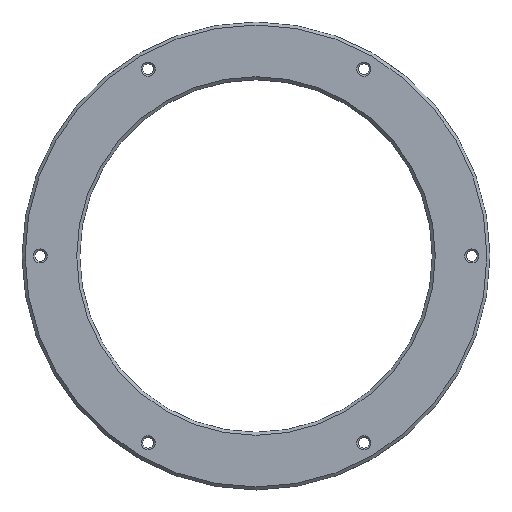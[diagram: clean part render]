
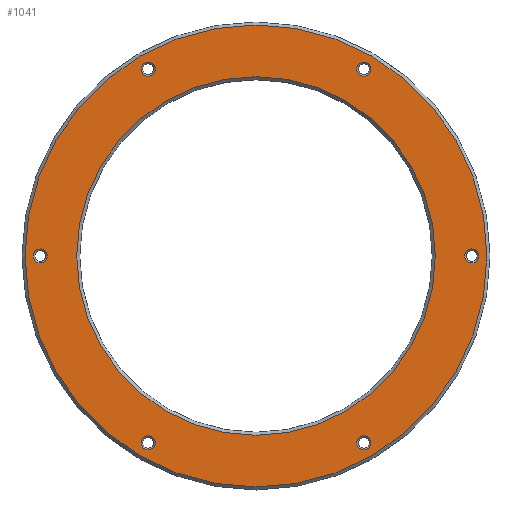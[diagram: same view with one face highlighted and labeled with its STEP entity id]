
A CAD part, top view. The second image highlights one B-rep face of the part: STEP entity #1041.
In plain terms, the highlighted planar face has unit normal (0, 0, 1).
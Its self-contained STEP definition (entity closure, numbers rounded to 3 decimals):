
#25=PLANE('',#1147);
#174=ORIENTED_EDGE('',*,*,#462,.T.);
#175=ORIENTED_EDGE('',*,*,#460,.T.);
#176=ORIENTED_EDGE('',*,*,#458,.T.);
#177=ORIENTED_EDGE('',*,*,#456,.T.);
#178=ORIENTED_EDGE('',*,*,#454,.T.);
#179=ORIENTED_EDGE('',*,*,#452,.T.);
#180=ORIENTED_EDGE('',*,*,#450,.T.);
#181=ORIENTED_EDGE('',*,*,#464,.T.);
#450=EDGE_CURVE('',#594,#594,#694,.F.);
#452=EDGE_CURVE('',#596,#596,#696,.T.);
#454=EDGE_CURVE('',#598,#598,#698,.T.);
#456=EDGE_CURVE('',#600,#600,#700,.T.);
#458=EDGE_CURVE('',#602,#602,#702,.T.);
#460=EDGE_CURVE('',#604,#604,#704,.T.);
#462=EDGE_CURVE('',#606,#606,#706,.T.);
#464=EDGE_CURVE('',#608,#608,#708,.T.);
#594=VERTEX_POINT('',#1689);
#596=VERTEX_POINT('',#1694);
#598=VERTEX_POINT('',#1699);
#600=VERTEX_POINT('',#1704);
#602=VERTEX_POINT('',#1709);
#604=VERTEX_POINT('',#1714);
#606=VERTEX_POINT('',#1719);
#608=VERTEX_POINT('',#1724);
#694=CIRCLE('',#1127,38.);
#696=CIRCLE('',#1130,1.15);
#698=CIRCLE('',#1133,1.15);
#700=CIRCLE('',#1136,1.15);
#702=CIRCLE('',#1139,1.15);
#704=CIRCLE('',#1142,1.15);
#706=CIRCLE('',#1145,1.15);
#708=CIRCLE('',#1148,29.5);
#803=EDGE_LOOP('',(#174));
#804=EDGE_LOOP('',(#175));
#805=EDGE_LOOP('',(#176));
#806=EDGE_LOOP('',(#177));
#807=EDGE_LOOP('',(#178));
#808=EDGE_LOOP('',(#179));
#809=EDGE_LOOP('',(#180));
#810=EDGE_LOOP('',(#181));
#915=FACE_BOUND('',#803,.T.);
#916=FACE_BOUND('',#804,.T.);
#917=FACE_BOUND('',#805,.T.);
#918=FACE_BOUND('',#806,.T.);
#919=FACE_BOUND('',#807,.T.);
#920=FACE_BOUND('',#808,.T.);
#921=FACE_BOUND('',#809,.T.);
#922=FACE_BOUND('',#810,.T.);
#1041=ADVANCED_FACE('',(#915,#916,#917,#918,#919,#920,#921,#922),#25,.F.);
#1127=AXIS2_PLACEMENT_3D('',#1688,#1313,#1314);
#1130=AXIS2_PLACEMENT_3D('',#1693,#1319,#1320);
#1133=AXIS2_PLACEMENT_3D('',#1698,#1325,#1326);
#1136=AXIS2_PLACEMENT_3D('',#1703,#1331,#1332);
#1139=AXIS2_PLACEMENT_3D('',#1708,#1337,#1338);
#1142=AXIS2_PLACEMENT_3D('',#1713,#1343,#1344);
#1145=AXIS2_PLACEMENT_3D('',#1718,#1349,#1350);
#1147=AXIS2_PLACEMENT_3D('',#1722,#1353,#1354);
#1148=AXIS2_PLACEMENT_3D('',#1723,#1355,#1356);
#1313=DIRECTION('',(0.,0.,-1.));
#1314=DIRECTION('',(-1.,0.,0.));
#1319=DIRECTION('',(0.,0.,-1.));
#1320=DIRECTION('',(-1.,0.,0.));
#1325=DIRECTION('',(0.,0.,-1.));
#1326=DIRECTION('',(-1.,0.,0.));
#1331=DIRECTION('',(0.,0.,-1.));
#1332=DIRECTION('',(-1.,0.,0.));
#1337=DIRECTION('',(0.,0.,-1.));
#1338=DIRECTION('',(-1.,0.,0.));
#1343=DIRECTION('',(0.,0.,-1.));
#1344=DIRECTION('',(-1.,0.,0.));
#1349=DIRECTION('',(0.,0.,-1.));
#1350=DIRECTION('',(-1.,0.,0.));
#1353=DIRECTION('',(0.,0.,-1.));
#1354=DIRECTION('',(-1.,0.,0.));
#1355=DIRECTION('',(0.,0.,-1.));
#1356=DIRECTION('',(-1.,0.,0.));
#1688=CARTESIAN_POINT('',(0.,0.,-22.));
#1689=CARTESIAN_POINT('',(-38.,0.,-22.));
#1693=CARTESIAN_POINT('',(-35.5,0.,-22.));
#1694=CARTESIAN_POINT('',(-36.65,0.,-22.));
#1698=CARTESIAN_POINT('',(-17.75,-30.744,-22.));
#1699=CARTESIAN_POINT('',(-18.9,-30.744,-22.));
#1703=CARTESIAN_POINT('',(-17.75,30.744,-22.));
#1704=CARTESIAN_POINT('',(-18.9,30.744,-22.));
#1708=CARTESIAN_POINT('',(17.75,30.744,-22.));
#1709=CARTESIAN_POINT('',(16.6,30.744,-22.));
#1713=CARTESIAN_POINT('',(35.5,0.,-22.));
#1714=CARTESIAN_POINT('',(34.35,0.,-22.));
#1718=CARTESIAN_POINT('',(17.75,-30.744,-22.));
#1719=CARTESIAN_POINT('',(16.6,-30.744,-22.));
#1722=CARTESIAN_POINT('',(0.,0.,-22.));
#1723=CARTESIAN_POINT('',(0.,0.,-22.));
#1724=CARTESIAN_POINT('',(-29.5,0.,-22.));
